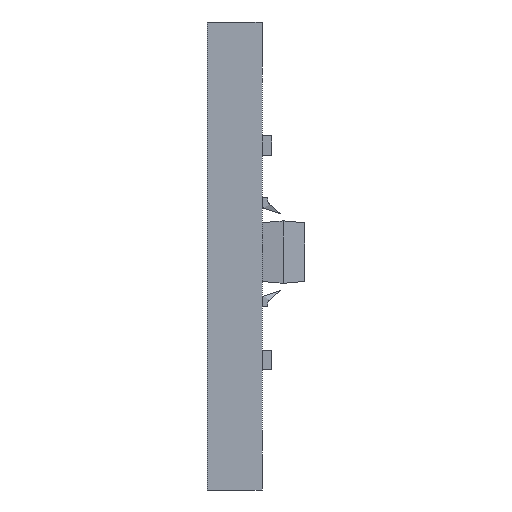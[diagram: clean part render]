
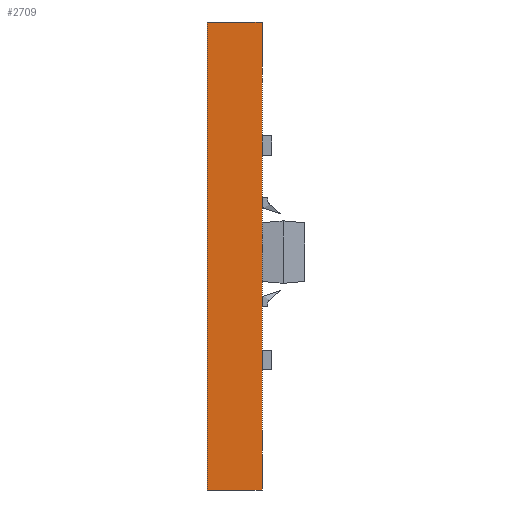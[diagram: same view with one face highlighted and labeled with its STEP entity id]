
A CAD part, left-side view. The second image highlights one B-rep face of the part: STEP entity #2709.
In plain terms, the highlighted planar face has unit normal (-1, 0, 0).
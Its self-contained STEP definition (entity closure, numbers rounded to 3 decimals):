
#101 = DIRECTION ( 'NONE',  ( 0., 0., -1. ) ) ;
#110 = DIRECTION ( 'NONE',  ( 0., -1., 0. ) ) ;
#305 = LINE ( 'NONE', #2849, #1399 ) ;
#450 = FACE_OUTER_BOUND ( 'NONE', #577, .T. ) ;
#577 = EDGE_LOOP ( 'NONE', ( #2581, #2281, #2060, #1037 ) ) ;
#635 = VERTEX_POINT ( 'NONE', #2454 ) ;
#797 = LINE ( 'NONE', #2741, #2905 ) ;
#975 = CARTESIAN_POINT ( 'NONE',  ( -7.5, 1.4, 6. ) ) ;
#1037 = ORIENTED_EDGE ( 'NONE', *, *, #3561, .T. ) ;
#1072 = DIRECTION ( 'NONE',  ( 0., -1., 0. ) ) ;
#1216 = VECTOR ( 'NONE', #101, 1000. ) ;
#1251 = EDGE_CURVE ( 'NONE', #635, #1877, #2117, .T. ) ;
#1300 = DIRECTION ( 'NONE',  ( -1., 0., 0. ) ) ;
#1369 = AXIS2_PLACEMENT_3D ( 'NONE', #2969, #1300, #1818 ) ;
#1399 = VECTOR ( 'NONE', #110, 1000. ) ;
#1622 = EDGE_CURVE ( 'NONE', #2011, #635, #305, .T. ) ;
#1818 = DIRECTION ( 'NONE',  ( 0., 0., 1. ) ) ;
#1836 = EDGE_CURVE ( 'NONE', #2011, #2495, #2701, .T. ) ;
#1848 = VECTOR ( 'NONE', #2378, 1000. ) ;
#1877 = VERTEX_POINT ( 'NONE', #2069 ) ;
#1991 = CARTESIAN_POINT ( 'NONE',  ( -7.5, 1.4, -6. ) ) ;
#2011 = VERTEX_POINT ( 'NONE', #2938 ) ;
#2060 = ORIENTED_EDGE ( 'NONE', *, *, #1836, .T. ) ;
#2069 = CARTESIAN_POINT ( 'NONE',  ( -7.5, 0., -6. ) ) ;
#2117 = LINE ( 'NONE', #2944, #1848 ) ;
#2281 = ORIENTED_EDGE ( 'NONE', *, *, #1622, .F. ) ;
#2378 = DIRECTION ( 'NONE',  ( 0., 0., -1. ) ) ;
#2454 = CARTESIAN_POINT ( 'NONE',  ( -7.5, 0., 6. ) ) ;
#2495 = VERTEX_POINT ( 'NONE', #1991 ) ;
#2581 = ORIENTED_EDGE ( 'NONE', *, *, #1251, .F. ) ;
#2701 = LINE ( 'NONE', #975, #1216 ) ;
#2709 = ADVANCED_FACE ( 'NONE', ( #450 ), #3513, .T. ) ;
#2741 = CARTESIAN_POINT ( 'NONE',  ( -7.5, 1.4, -6. ) ) ;
#2849 = CARTESIAN_POINT ( 'NONE',  ( -7.5, 1.4, 6. ) ) ;
#2905 = VECTOR ( 'NONE', #1072, 1000. ) ;
#2938 = CARTESIAN_POINT ( 'NONE',  ( -7.5, 1.4, 6. ) ) ;
#2944 = CARTESIAN_POINT ( 'NONE',  ( -7.5, 0., 6. ) ) ;
#2969 = CARTESIAN_POINT ( 'NONE',  ( -7.5, 1.4, 6. ) ) ;
#3513 = PLANE ( 'NONE',  #1369 ) ;
#3561 = EDGE_CURVE ( 'NONE', #2495, #1877, #797, .T. ) ;
